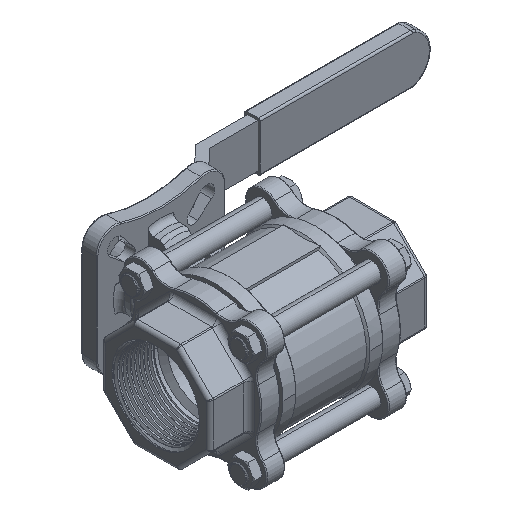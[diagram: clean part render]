
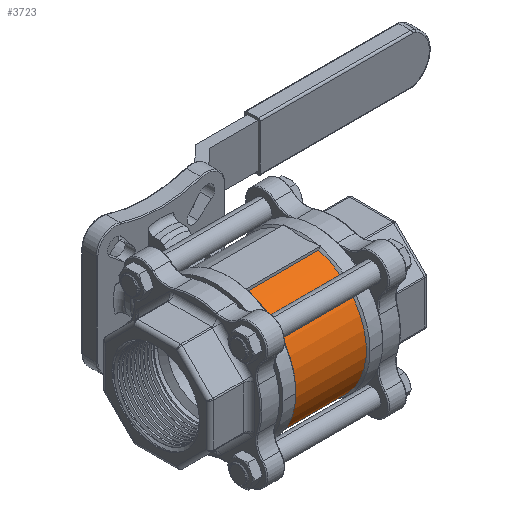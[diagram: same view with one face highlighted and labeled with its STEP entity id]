
A CAD part, isometric view. The second image highlights one B-rep face of the part: STEP entity #3723.
In plain terms, the highlighted cylindrical face has radius 36 mm (diameter 72 mm), a partial arc.
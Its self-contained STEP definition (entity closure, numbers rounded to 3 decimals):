
#94=CARTESIAN_POINT('',(0.,0.,19.25));
#95=DIRECTION('',(0.,0.,-1.));
#96=DIRECTION('',(-0.961,0.278,0.));
#97=AXIS2_PLACEMENT_3D('',#94,#95,#96);
#198=CARTESIAN_POINT('',(34.583,10.,-19.25));
#200=CARTESIAN_POINT('',(-34.583,10.,-19.25));
#366=CARTESIAN_POINT('',(0.,0.,-19.25));
#367=DIRECTION('',(0.,0.,-1.));
#368=DIRECTION('',(-0.961,0.278,0.));
#369=AXIS2_PLACEMENT_3D('',#366,#367,#368);
#371=DIRECTION('',(0.,0.,1.));
#372=VECTOR('',#371,38.5);
#373=CARTESIAN_POINT('',(34.583,10.,-19.25));
#374=LINE('',#373,#372);
#375=DIRECTION('',(0.,0.,1.));
#376=VECTOR('',#375,38.5);
#377=CARTESIAN_POINT('',(-34.583,10.,-19.25));
#378=LINE('',#377,#376);
#2717=VERTEX_POINT('',#200);
#2720=CARTESIAN_POINT('',(-34.583,10.,19.25));
#2721=VERTEX_POINT('',#2720);
#2739=VERTEX_POINT('',#198);
#2742=CARTESIAN_POINT('',(34.583,10.,19.25));
#2743=VERTEX_POINT('',#2742);
#3712=CARTESIAN_POINT('',(0.,0.,-29.975));
#3713=DIRECTION('',(0.,0.,1.));
#3714=DIRECTION('',(0.,1.,0.));
#3715=AXIS2_PLACEMENT_3D('',#3712,#3713,#3714);
#3716=CYLINDRICAL_SURFACE('',#3715,36.);
#3717=ORIENTED_EDGE('',*,*,#3479,.T.);
#3718=ORIENTED_EDGE('',*,*,#3707,.T.);
#3719=ORIENTED_EDGE('',*,*,#3381,.F.);
#3720=ORIENTED_EDGE('',*,*,#3688,.F.);
#3721=EDGE_LOOP('',(#3717,#3718,#3719,#3720));
#3722=FACE_OUTER_BOUND('',#3721,.F.);
#98=CIRCLE('',#97,36.);
#370=CIRCLE('',#369,36.);
#3381=EDGE_CURVE('',#2721,#2743,#98,.T.);
#3479=EDGE_CURVE('',#2717,#2739,#370,.T.);
#3688=EDGE_CURVE('',#2717,#2721,#378,.T.);
#3707=EDGE_CURVE('',#2739,#2743,#374,.T.);
#3723=ADVANCED_FACE('',(#3722),#3716,.T.);
